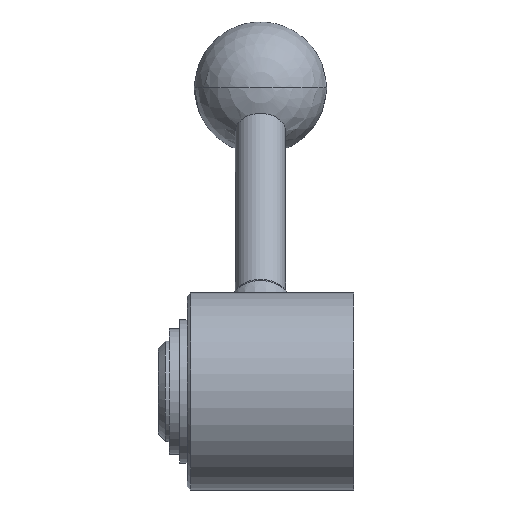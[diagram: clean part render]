
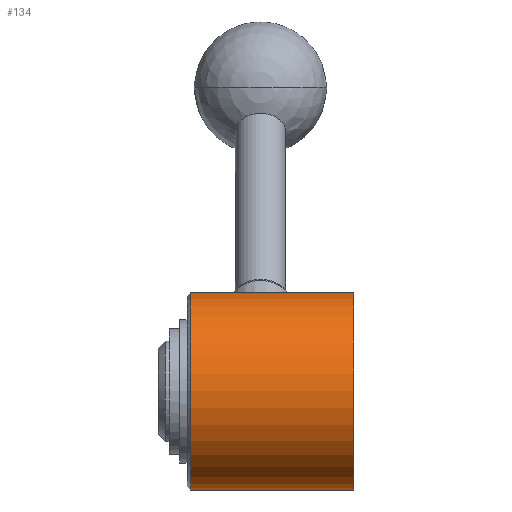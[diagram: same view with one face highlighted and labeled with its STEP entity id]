
A CAD part, top view. The second image highlights one B-rep face of the part: STEP entity #134.
In plain terms, the highlighted cylindrical face has radius 27.5 mm (diameter 55 mm), a partial arc.
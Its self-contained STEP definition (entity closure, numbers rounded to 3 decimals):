
#134 = ADVANCED_FACE( '', ( #276 ), #277, .T. );
#276 = FACE_OUTER_BOUND( '', #431, .T. );
#277 = CYLINDRICAL_SURFACE( '', #432, 27.5 );
#431 = EDGE_LOOP( '', ( #874, #875, #876, #877 ) );
#432 = AXIS2_PLACEMENT_3D( '', #878, #879, #880 );
#874 = ORIENTED_EDGE( '', *, *, #963, .T. );
#875 = ORIENTED_EDGE( '', *, *, #1076, .F. );
#876 = ORIENTED_EDGE( '', *, *, #965, .T. );
#877 = ORIENTED_EDGE( '', *, *, #1075, .T. );
#878 = CARTESIAN_POINT( '', ( -22.75, 0., 0. ) );
#879 = DIRECTION( '', ( 1., 0., 0. ) );
#880 = DIRECTION( '', ( 0., 1., 0. ) );
#963 = EDGE_CURVE( '', #1122, #1114, #1123, .T. );
#965 = EDGE_CURVE( '', #1117, #1124, #1126, .T. );
#1075 = EDGE_CURVE( '', #1124, #1122, #1303, .T. );
#1076 = EDGE_CURVE( '', #1117, #1114, #1304, .T. );
#1114 = VERTEX_POINT( '', #1350 );
#1117 = VERTEX_POINT( '', #1354 );
#1122 = VERTEX_POINT( '', #1360 );
#1123 = LINE( '', #1361, #1362 );
#1124 = VERTEX_POINT( '', #1363 );
#1126 = LINE( '', #1365, #1366 );
#1303 = CIRCLE( '', #1792, 27.5 );
#1304 = CIRCLE( '', #1793, 27.5 );
#1350 = CARTESIAN_POINT( '', ( -45.5, 27.5, 0. ) );
#1354 = CARTESIAN_POINT( '', ( -45.5, -27.5, 0. ) );
#1360 = CARTESIAN_POINT( '', ( 0., 27.5, 0. ) );
#1361 = CARTESIAN_POINT( '', ( -22.75, 27.5, 0. ) );
#1362 = VECTOR( '', #1839, 1. );
#1363 = CARTESIAN_POINT( '', ( 0., -27.5, 0. ) );
#1365 = CARTESIAN_POINT( '', ( -22.75, -27.5, 0. ) );
#1366 = VECTOR( '', #1843, 1. );
#1792 = AXIS2_PLACEMENT_3D( '', #2054, #2055, #2056 );
#1793 = AXIS2_PLACEMENT_3D( '', #2057, #2058, #2059 );
#1839 = DIRECTION( '', ( -1., 0., 0. ) );
#1843 = DIRECTION( '', ( 1., 0., 0. ) );
#2054 = CARTESIAN_POINT( '', ( 0., 0., 0. ) );
#2055 = DIRECTION( '', ( -1., 0., 0. ) );
#2056 = DIRECTION( '', ( 0., 1., 0. ) );
#2057 = CARTESIAN_POINT( '', ( -45.5, 0., 0. ) );
#2058 = DIRECTION( '', ( -1., 0., 0. ) );
#2059 = DIRECTION( '', ( 0., 1., 0. ) );
